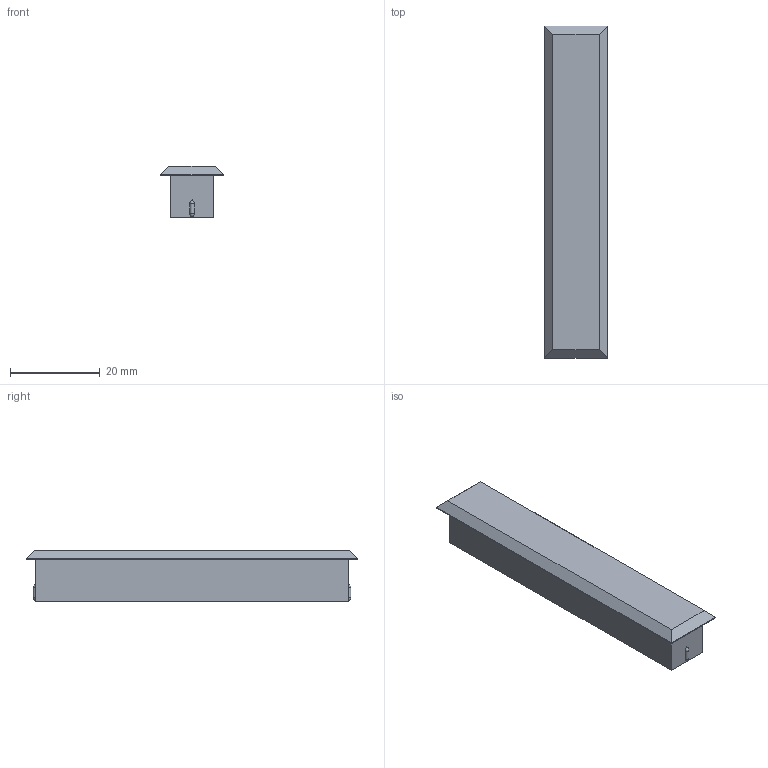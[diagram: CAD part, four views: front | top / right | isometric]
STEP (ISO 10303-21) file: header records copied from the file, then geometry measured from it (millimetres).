
FILE_DESCRIPTION(/* description */ ('Рассеиватель'),/* implementation_level */ '2;1');
FILE_NAME(/* name */ 'UNIT_LIFGHT-DIFFUSER_Light_diffuser.step',/* time_stamp */ '2025-09-24T19:42:01+03:00',/* author */ ('user'),/* organization */ (''),/* preprocessor_version */ 'ST-DEVELOPER v19.2',/* originating_system */ 'Autodesk Inventor 2024',/* authorisation */ '');
FILE_SCHEMA (('AUTOMOTIVE_DESIGN { 1 0 10303 214 3 1 1 }'));
Length unit declared in the file: millimetre
Products named in the file (1): Light diffuser
Bounding box: 14 x 74 x 11.4 mm (x, y, z)
Volume: 2066.2 mm3; surface area: 5424.8 mm2
Topology: 3 solids, 3 shells, 33 faces, 86 edges, 63 vertices
Faces by surface type: plane 22, bspline 4, cone 4, cylinder 3
Entity records: 1048 total; most frequent: CARTESIAN_POINT 229, DIRECTION 154, ORIENTED_EDGE 152, EDGE_CURVE 76, LINE 58, VECTOR 58, VERTEX_POINT 50, AXIS2_PLACEMENT_3D 48
